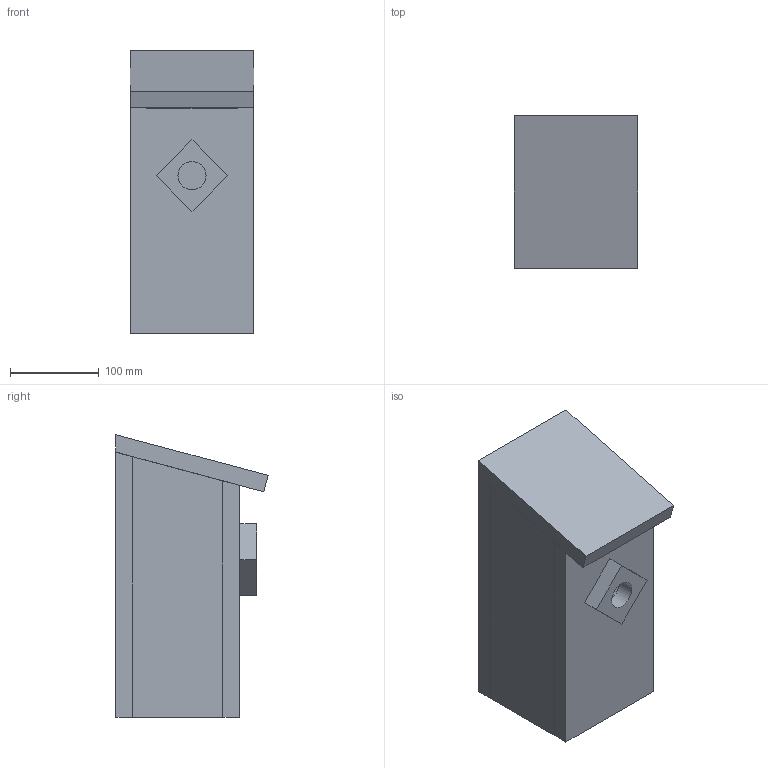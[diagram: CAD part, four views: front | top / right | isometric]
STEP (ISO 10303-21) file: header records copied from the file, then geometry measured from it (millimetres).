
FILE_DESCRIPTION(/* description */ (''),/* implementation_level */ '2;1');
FILE_NAME(/* name */ 'Nest Box with Camera V3 v17.step',/* time_stamp */ '2023-02-19T11:53:57-08:00',/* author */ (''),/* organization */ (''),/* preprocessor_version */ 'ST-DEVELOPER v19.2',/* originating_system */ 'Autodesk Translation Framework v11.17.0.187',/* authorisation */ '');
FILE_SCHEMA (('AUTOMOTIVE_DESIGN { 1 0 10303 214 3 1 1 }'));
Length unit declared in the file: inch
Products named in the file (4): Nest Box with Camera V3; Nest Box Camera; Nest Box; Right Side
Assembly tree (3 placements, depth 3):
  Nest Box with Camera V3
    Nest Box Camera
    Nest Box
      Right Side
Bounding box: 139.7 x 171.74 x 318.75 mm (x, y, z)
Volume: 3461485.2 mm3; surface area: 489181.2 mm2
Topology: 14 solids, 14 shells, 150 faces, 325 edges, 207 vertices
Faces by surface type: plane 120, cylinder 22, sphere 8
Full cylindrical faces by diameter (mm): 6.35 x6, 31.75 x2, 35.56 x2
Entity records: 4113 total; most frequent: CARTESIAN_POINT 689, DIRECTION 686, ORIENTED_EDGE 650, EDGE_CURVE 325, LINE 278, VECTOR 278, VERTEX_POINT 207, AXIS2_PLACEMENT_3D 204
